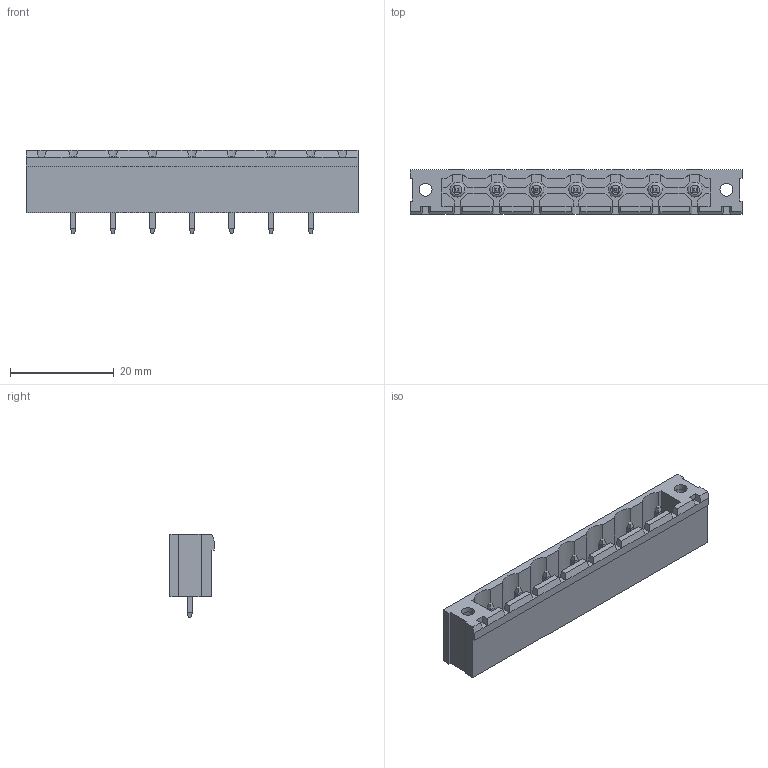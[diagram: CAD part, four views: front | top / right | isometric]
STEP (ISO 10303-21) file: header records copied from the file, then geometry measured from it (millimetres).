
FILE_DESCRIPTION( ( 'Unknown' ), '1' );
FILE_NAME( '691318400007.stp', 'Unknown', ( 'Unknown' ), ( 'Unknown' ), 'PSStep 18.0.17', 'Unknown', ' ' );
FILE_SCHEMA( ( 'AUTOMOTIVE_DESIGN { 1 0 10303 214 1 1 1 1 }' ) );
Length unit declared in the file: millimetre
Products named in the file (4): Assem1; 6913184000xx_INSERT; 6913184000xx_PIN; 691318400007
Assembly tree (10 placements, depth 2):
  Assem1
    6913184000xx_INSERT  x2
    6913184000xx_PIN  x7
    691318400007
Bounding box: 63.92 x 8.5 x 16 mm (x, y, z)
Volume: 2889.1 mm3; surface area: 6053.1 mm2
Topology: 10 solids, 10 shells, 430 faces, 1135 edges, 731 vertices
Faces by surface type: plane 397, cylinder 22, torus 11
Full cylindrical faces by diameter (mm): 2.5 x4, 2.8 x7
Entity records: 13512 total; most frequent: CARTESIAN_POINT 2124, ORIENTED_EDGE 1830, DIRECTION 1660, EDGE_CURVE 915, LINE 838, VECTOR 838, VERTEX_POINT 611, AXIS2_PLACEMENT_3D 411
